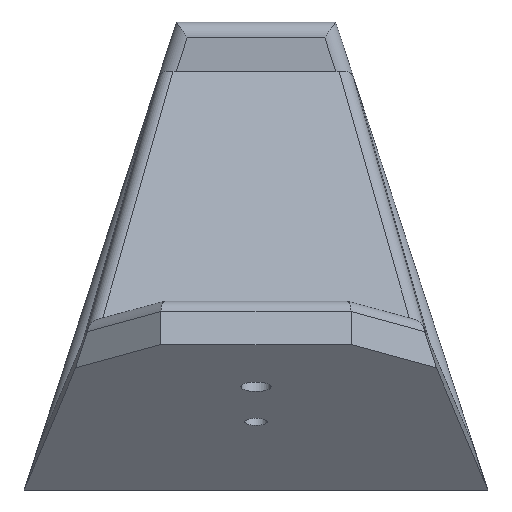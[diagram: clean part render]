
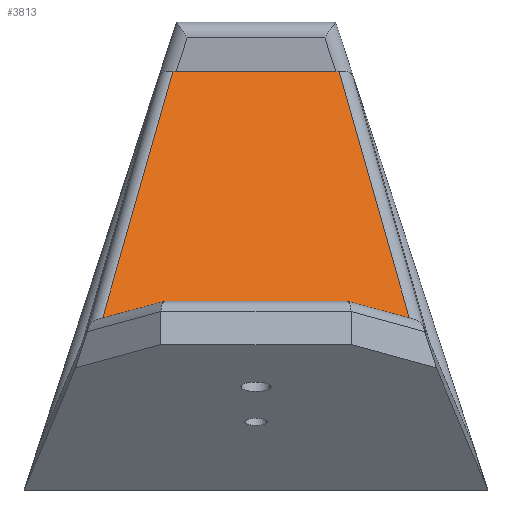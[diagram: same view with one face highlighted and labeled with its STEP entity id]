
A CAD part, top view. The second image highlights one B-rep face of the part: STEP entity #3813.
In plain terms, the highlighted planar face has unit normal (0, 0.786, 0.618).
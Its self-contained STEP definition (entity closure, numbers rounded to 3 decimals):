
#406 = CYLINDRICAL_SURFACE('',#407,0.5);
#407 = AXIS2_PLACEMENT_3D('',#408,#409,#410);
#408 = CARTESIAN_POINT('',(-2.163,15.345,0.5));
#409 = DIRECTION('',(-0.309,-0.951,0.));
#410 = DIRECTION('',(-0.951,0.309,0.));
#482 = CYLINDRICAL_SURFACE('',#483,0.5);
#483 = AXIS2_PLACEMENT_3D('',#484,#485,#486);
#484 = CARTESIAN_POINT('',(7.199,-0.155,0.5));
#485 = DIRECTION('',(-0.309,0.951,0.));
#486 = DIRECTION('',(0.951,0.309,-0.));
#1471 = VERTEX_POINT('',#1472);
#1472 = CARTESIAN_POINT('',(-2.647,13.857,1.));
#1486 = PLANE('',#1487);
#1487 = AXIS2_PLACEMENT_3D('',#1488,#1489,#1490);
#1488 = CARTESIAN_POINT('',(0.,6.283,1.));
#1489 = DIRECTION('',(0.,0.,1.));
#1490 = DIRECTION('',(1.,0.,0.));
#1498 = EDGE_CURVE('',#1499,#1471,#1501,.T.);
#1499 = VERTEX_POINT('',#1500);
#1500 = CARTESIAN_POINT('',(-2.75,13.865,
    0.99));
#1501 = SURFACE_CURVE('',#1502,(#1507,#1519),.PCURVE_S1.);
#1502 = ELLIPSE('',#1503,0.669,0.5);
#1503 = AXIS2_PLACEMENT_3D('',#1504,#1505,#1506);
#1504 = CARTESIAN_POINT('',(-2.519,14.25,0.5));
#1505 = DIRECTION('',(0.,0.786,0.618)
  );
#1506 = DIRECTION('',(-0.465,-0.547,0.696));
#1507 = PCURVE('',#406,#1508);
#1508 = DEFINITIONAL_REPRESENTATION('',(#1509),#1518);
#1509 = B_SPLINE_CURVE_WITH_KNOTS('',7,(#1510,#1511,#1512,#1513,#1514,
    #1515,#1516,#1517),.UNSPECIFIED.,.F.,.F.,(8,8),(5.087,
    6.657),.PIECEWISE_BEZIER_KNOTS.);
#1510 = CARTESIAN_POINT('',(0.,1.314));
#1511 = CARTESIAN_POINT('',(-0.224,1.407));
#1512 = CARTESIAN_POINT('',(-0.449,1.49));
#1513 = CARTESIAN_POINT('',(-0.673,1.557));
#1514 = CARTESIAN_POINT('',(-0.898,1.599));
#1515 = CARTESIAN_POINT('',(-1.122,1.614));
#1516 = CARTESIAN_POINT('',(-1.346,1.602));
#1517 = CARTESIAN_POINT('',(-1.571,1.565));
#1518 = ( GEOMETRIC_REPRESENTATION_CONTEXT(2) 
PARAMETRIC_REPRESENTATION_CONTEXT() REPRESENTATION_CONTEXT('2D SPACE',''
  ) );
#1519 = PCURVE('',#1520,#1525);
#1520 = PLANE('',#1521);
#1521 = AXIS2_PLACEMENT_3D('',#1522,#1523,#1524);
#1522 = CARTESIAN_POINT('',(0.,8.919,7.276));
#1523 = DIRECTION('',(0.,0.786,0.618));
#1524 = DIRECTION('',(0.,-0.618,0.786));
#1525 = DEFINITIONAL_REPRESENTATION('',(#1526),#1530);
#1526 = ELLIPSE('',#1527,0.669,0.5);
#1527 = AXIS2_PLACEMENT_2D('',#1528,#1529);
#1528 = CARTESIAN_POINT('',(-8.621,-2.519));
#1529 = DIRECTION('',(0.885,-0.465));
#1530 = ( GEOMETRIC_REPRESENTATION_CONTEXT(2) 
PARAMETRIC_REPRESENTATION_CONTEXT() REPRESENTATION_CONTEXT('2D SPACE',''
  ) );
#1602 = CYLINDRICAL_SURFACE('',#1603,0.5);
#1603 = AXIS2_PLACEMENT_3D('',#1604,#1605,#1606);
#1604 = CARTESIAN_POINT('',(-2.652,13.816,
    0.243));
#1605 = DIRECTION('',(-0.173,-0.609,0.774));
#1606 = DIRECTION('',(0.,0.786,0.618));
#2292 = VERTEX_POINT('',#2293);
#2293 = CARTESIAN_POINT('',(2.75,13.865,
    0.99));
#2361 = CYLINDRICAL_SURFACE('',#2362,0.5);
#2362 = AXIS2_PLACEMENT_3D('',#2363,#2364,#2365);
#2363 = CARTESIAN_POINT('',(5.487,3.846,12.915
    ));
#2364 = DIRECTION('',(-0.173,0.609,-0.774));
#2365 = DIRECTION('',(0.,0.786,0.618));
#2400 = EDGE_CURVE('',#2401,#2292,#2403,.T.);
#2401 = VERTEX_POINT('',#2402);
#2402 = CARTESIAN_POINT('',(2.647,13.857,1.));
#2403 = SURFACE_CURVE('',#2404,(#2409,#2421),.PCURVE_S1.);
#2404 = ELLIPSE('',#2405,0.669,0.5);
#2405 = AXIS2_PLACEMENT_3D('',#2406,#2407,#2408);
#2406 = CARTESIAN_POINT('',(2.519,14.25,0.5));
#2407 = DIRECTION('',(0.,0.786,0.618)
  );
#2408 = DIRECTION('',(-0.465,0.547,-0.696));
#2409 = PCURVE('',#482,#2410);
#2410 = DEFINITIONAL_REPRESENTATION('',(#2411),#2420);
#2411 = B_SPLINE_CURVE_WITH_KNOTS('',7,(#2412,#2413,#2414,#2415,#2416,
    #2417,#2418,#2419),.UNSPECIFIED.,.F.,.F.,(8,8),(2.767,
    4.338),.PIECEWISE_BEZIER_KNOTS.);
#2412 = CARTESIAN_POINT('',(-1.571,14.732));
#2413 = CARTESIAN_POINT('',(-1.346,14.696));
#2414 = CARTESIAN_POINT('',(-1.122,14.684));
#2415 = CARTESIAN_POINT('',(-0.898,14.699));
#2416 = CARTESIAN_POINT('',(-0.673,14.741));
#2417 = CARTESIAN_POINT('',(-0.449,14.807));
#2418 = CARTESIAN_POINT('',(-0.224,14.891));
#2419 = CARTESIAN_POINT('',(0.,14.983));
#2420 = ( GEOMETRIC_REPRESENTATION_CONTEXT(2) 
PARAMETRIC_REPRESENTATION_CONTEXT() REPRESENTATION_CONTEXT('2D SPACE',''
  ) );
#2421 = PCURVE('',#1520,#2422);
#2422 = DEFINITIONAL_REPRESENTATION('',(#2423),#2427);
#2423 = ELLIPSE('',#2424,0.669,0.5);
#2424 = AXIS2_PLACEMENT_2D('',#2425,#2426);
#2425 = CARTESIAN_POINT('',(-8.621,2.519));
#2426 = DIRECTION('',(-0.885,-0.465));
#2427 = ( GEOMETRIC_REPRESENTATION_CONTEXT(2) 
PARAMETRIC_REPRESENTATION_CONTEXT() REPRESENTATION_CONTEXT('2D SPACE',''
  ) );
#3761 = VERTEX_POINT('',#3762);
#3762 = CARTESIAN_POINT('',(-5.126,5.508,
    11.612));
#3781 = PLANE('',#3782);
#3782 = AXIS2_PLACEMENT_3D('',#3783,#3784,#3785);
#3783 = CARTESIAN_POINT('',(0.,3.796,
    6.345));
#3784 = DIRECTION('',(0.,-0.951,0.309));
#3785 = DIRECTION('',(1.,0.,0.));
#3793 = EDGE_CURVE('',#1499,#3761,#3794,.T.);
#3794 = SURFACE_CURVE('',#3795,(#3799,#3806),.PCURVE_S1.);
#3795 = LINE('',#3796,#3797);
#3796 = CARTESIAN_POINT('',(-2.652,14.209,
    0.552));
#3797 = VECTOR('',#3798,1.);
#3798 = DIRECTION('',(-0.173,-0.609,0.774));
#3799 = PCURVE('',#1602,#3800);
#3800 = DEFINITIONAL_REPRESENTATION('',(#3801),#3805);
#3801 = LINE('',#3802,#3803);
#3802 = CARTESIAN_POINT('',(0.,0.));
#3803 = VECTOR('',#3804,1.);
#3804 = DIRECTION('',(0.,1.));
#3805 = ( GEOMETRIC_REPRESENTATION_CONTEXT(2) 
PARAMETRIC_REPRESENTATION_CONTEXT() REPRESENTATION_CONTEXT('2D SPACE',''
  ) );
#3806 = PCURVE('',#1520,#3807);
#3807 = DEFINITIONAL_REPRESENTATION('',(#3808),#3812);
#3808 = LINE('',#3809,#3810);
#3809 = CARTESIAN_POINT('',(-8.555,-2.652));
#3810 = VECTOR('',#3811,1.);
#3811 = DIRECTION('',(0.985,-0.173));
#3812 = ( GEOMETRIC_REPRESENTATION_CONTEXT(2) 
PARAMETRIC_REPRESENTATION_CONTEXT() REPRESENTATION_CONTEXT('2D SPACE',''
  ) );
#3813 = ADVANCED_FACE('',(#3814),#1520,.T.);
#3814 = FACE_BOUND('',#3815,.T.);
#3815 = EDGE_LOOP('',(#3816,#3839,#3840,#3859,#3860,#3861));
#3816 = ORIENTED_EDGE('',*,*,#3817,.T.);
#3817 = EDGE_CURVE('',#3818,#2292,#3820,.T.);
#3818 = VERTEX_POINT('',#3819);
#3819 = CARTESIAN_POINT('',(5.126,5.508,11.612
    ));
#3820 = SURFACE_CURVE('',#3821,(#3825,#3832),.PCURVE_S1.);
#3821 = LINE('',#3822,#3823);
#3822 = CARTESIAN_POINT('',(5.487,4.239,
    13.224));
#3823 = VECTOR('',#3824,1.);
#3824 = DIRECTION('',(-0.173,0.609,-0.774));
#3825 = PCURVE('',#1520,#3826);
#3826 = DEFINITIONAL_REPRESENTATION('',(#3827),#3831);
#3827 = LINE('',#3828,#3829);
#3828 = CARTESIAN_POINT('',(7.569,5.487));
#3829 = VECTOR('',#3830,1.);
#3830 = DIRECTION('',(-0.985,-0.173));
#3831 = ( GEOMETRIC_REPRESENTATION_CONTEXT(2) 
PARAMETRIC_REPRESENTATION_CONTEXT() REPRESENTATION_CONTEXT('2D SPACE',''
  ) );
#3832 = PCURVE('',#2361,#3833);
#3833 = DEFINITIONAL_REPRESENTATION('',(#3834),#3838);
#3834 = LINE('',#3835,#3836);
#3835 = CARTESIAN_POINT('',(0.,0.));
#3836 = VECTOR('',#3837,1.);
#3837 = DIRECTION('',(0.,1.));
#3838 = ( GEOMETRIC_REPRESENTATION_CONTEXT(2) 
PARAMETRIC_REPRESENTATION_CONTEXT() REPRESENTATION_CONTEXT('2D SPACE',''
  ) );
#3839 = ORIENTED_EDGE('',*,*,#2400,.F.);
#3840 = ORIENTED_EDGE('',*,*,#3841,.T.);
#3841 = EDGE_CURVE('',#2401,#1471,#3842,.T.);
#3842 = SURFACE_CURVE('',#3843,(#3847,#3853),.PCURVE_S1.);
#3843 = LINE('',#3844,#3845);
#3844 = CARTESIAN_POINT('',(0.,13.857,1.));
#3845 = VECTOR('',#3846,1.);
#3846 = DIRECTION('',(-1.,0.,0.));
#3847 = PCURVE('',#1520,#3848);
#3848 = DEFINITIONAL_REPRESENTATION('',(#3849),#3852);
#3849 = B_SPLINE_CURVE_WITH_KNOTS('',1,(#3850,#3851),.UNSPECIFIED.,.F.,
  .F.,(2,2),(-5.311,5.311),.PIECEWISE_BEZIER_KNOTS.);
#3850 = CARTESIAN_POINT('',(-7.985,5.311));
#3851 = CARTESIAN_POINT('',(-7.985,-5.311));
#3852 = ( GEOMETRIC_REPRESENTATION_CONTEXT(2) 
PARAMETRIC_REPRESENTATION_CONTEXT() REPRESENTATION_CONTEXT('2D SPACE',''
  ) );
#3853 = PCURVE('',#1486,#3854);
#3854 = DEFINITIONAL_REPRESENTATION('',(#3855),#3858);
#3855 = B_SPLINE_CURVE_WITH_KNOTS('',1,(#3856,#3857),.UNSPECIFIED.,.F.,
  .F.,(2,2),(-5.311,5.311),.PIECEWISE_BEZIER_KNOTS.);
#3856 = CARTESIAN_POINT('',(5.311,7.573));
#3857 = CARTESIAN_POINT('',(-5.311,7.573));
#3858 = ( GEOMETRIC_REPRESENTATION_CONTEXT(2) 
PARAMETRIC_REPRESENTATION_CONTEXT() REPRESENTATION_CONTEXT('2D SPACE',''
  ) );
#3859 = ORIENTED_EDGE('',*,*,#1498,.F.);
#3860 = ORIENTED_EDGE('',*,*,#3793,.T.);
#3861 = ORIENTED_EDGE('',*,*,#3862,.F.);
#3862 = EDGE_CURVE('',#3818,#3761,#3863,.T.);
#3863 = SURFACE_CURVE('',#3864,(#3868,#3874),.PCURVE_S1.);
#3864 = LINE('',#3865,#3866);
#3865 = CARTESIAN_POINT('',(0.,5.508,
    11.612));
#3866 = VECTOR('',#3867,1.);
#3867 = DIRECTION('',(-1.,0.,0.));
#3868 = PCURVE('',#1520,#3869);
#3869 = DEFINITIONAL_REPRESENTATION('',(#3870),#3873);
#3870 = B_SPLINE_CURVE_WITH_KNOTS('',1,(#3871,#3872),.UNSPECIFIED.,.F.,
  .F.,(2,2),(-5.311,5.311),.PIECEWISE_BEZIER_KNOTS.);
#3871 = CARTESIAN_POINT('',(5.517,5.311));
#3872 = CARTESIAN_POINT('',(5.517,-5.311));
#3873 = ( GEOMETRIC_REPRESENTATION_CONTEXT(2) 
PARAMETRIC_REPRESENTATION_CONTEXT() REPRESENTATION_CONTEXT('2D SPACE',''
  ) );
#3874 = PCURVE('',#3781,#3875);
#3875 = DEFINITIONAL_REPRESENTATION('',(#3876),#3879);
#3876 = B_SPLINE_CURVE_WITH_KNOTS('',1,(#3877,#3878),.UNSPECIFIED.,.F.,
  .F.,(2,2),(-5.311,5.311),.PIECEWISE_BEZIER_KNOTS.);
#3877 = CARTESIAN_POINT('',(5.311,5.538));
#3878 = CARTESIAN_POINT('',(-5.311,5.538));
#3879 = ( GEOMETRIC_REPRESENTATION_CONTEXT(2) 
PARAMETRIC_REPRESENTATION_CONTEXT() REPRESENTATION_CONTEXT('2D SPACE',''
  ) );
